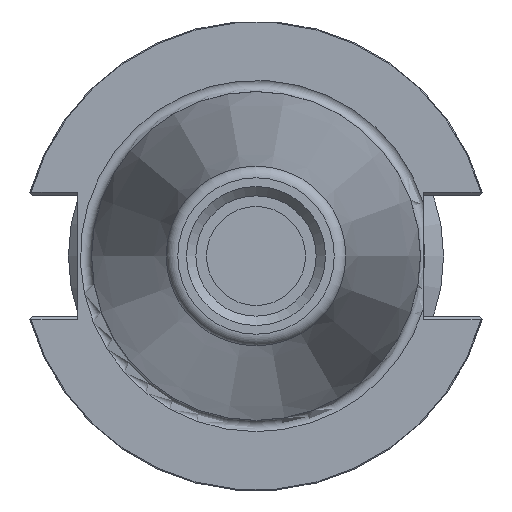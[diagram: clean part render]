
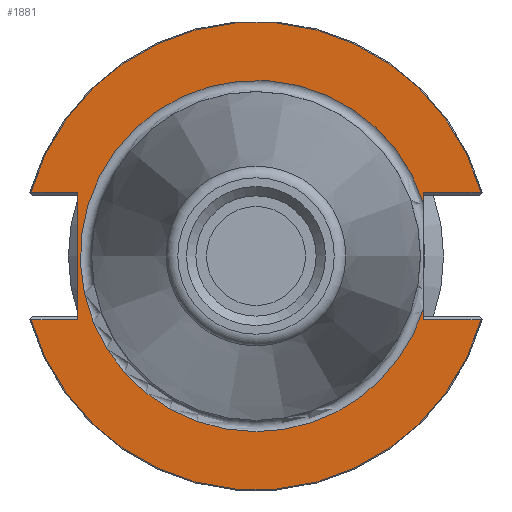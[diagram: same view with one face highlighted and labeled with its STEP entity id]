
A CAD part, left-side view. The second image highlights one B-rep face of the part: STEP entity #1881.
In plain terms, the highlighted planar face has unit normal (-1, 0, 0).
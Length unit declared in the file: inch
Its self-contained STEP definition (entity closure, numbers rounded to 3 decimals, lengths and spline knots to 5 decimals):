
#143=PLANE('',#2036);
#208=FACE_OUTER_BOUND('',#321,.T.);
#321=EDGE_LOOP('',(#1349,#1350,#1351,#1352,#1353,#1354,#1355,#1356,#1357,
#1358,#1359));
#438=LINE('',#2805,#584);
#439=LINE('',#2827,#585);
#446=LINE('',#2879,#592);
#448=LINE('',#2883,#594);
#449=LINE('',#2885,#595);
#450=LINE('',#2887,#596);
#451=LINE('',#2890,#597);
#584=VECTOR('',#2289,0.0526);
#585=VECTOR('',#2290,0.0526);
#592=VECTOR('',#2309,0.30821);
#594=VECTOR('',#2313,0.24821);
#595=VECTOR('',#2314,0.67625);
#596=VECTOR('',#2315,0.24821);
#597=VECTOR('',#2318,0.30821);
#725=CIRCLE('',#2031,1.245);
#727=CIRCLE('',#2037,1.245);
#728=CIRCLE('',#2038,0.93468);
#729=CIRCLE('',#2039,0.93468);
#808=VERTEX_POINT('',#2802);
#809=VERTEX_POINT('',#2804);
#810=VERTEX_POINT('',#2806);
#811=VERTEX_POINT('',#2826);
#815=VERTEX_POINT('',#2835);
#816=VERTEX_POINT('',#2844);
#823=VERTEX_POINT('',#2882);
#824=VERTEX_POINT('',#2884);
#825=VERTEX_POINT('',#2886);
#826=VERTEX_POINT('',#2888);
#827=VERTEX_POINT('',#2891);
#1003=EDGE_CURVE('',#809,#808,#438,.T.);
#1005=EDGE_CURVE('',#811,#810,#439,.T.);
#1010=EDGE_CURVE('',#815,#816,#725,.T.);
#1019=EDGE_CURVE('',#808,#816,#446,.T.);
#1021=EDGE_CURVE('',#823,#815,#448,.T.);
#1022=EDGE_CURVE('',#824,#823,#449,.T.);
#1023=EDGE_CURVE('',#825,#824,#450,.T.);
#1024=EDGE_CURVE('',#826,#825,#727,.T.);
#1025=EDGE_CURVE('',#826,#811,#451,.T.);
#1026=EDGE_CURVE('',#810,#827,#728,.T.);
#1027=EDGE_CURVE('',#827,#809,#729,.T.);
#1349=ORIENTED_EDGE('',*,*,#1010,.F.);
#1350=ORIENTED_EDGE('',*,*,#1021,.F.);
#1351=ORIENTED_EDGE('',*,*,#1022,.F.);
#1352=ORIENTED_EDGE('',*,*,#1023,.F.);
#1353=ORIENTED_EDGE('',*,*,#1024,.F.);
#1354=ORIENTED_EDGE('',*,*,#1025,.T.);
#1355=ORIENTED_EDGE('',*,*,#1005,.T.);
#1356=ORIENTED_EDGE('',*,*,#1026,.T.);
#1357=ORIENTED_EDGE('',*,*,#1027,.T.);
#1358=ORIENTED_EDGE('',*,*,#1003,.T.);
#1359=ORIENTED_EDGE('',*,*,#1019,.T.);
#1881=ADVANCED_FACE('',(#208),#143,.T.);
#2031=AXIS2_PLACEMENT_3D('',#2845,#2296,#2297);
#2036=AXIS2_PLACEMENT_3D('',#2881,#2311,#2312);
#2037=AXIS2_PLACEMENT_3D('',#2889,#2316,#2317);
#2038=AXIS2_PLACEMENT_3D('',#2892,#2319,#2320);
#2039=AXIS2_PLACEMENT_3D('',#2893,#2321,#2322);
#2289=DIRECTION('',(0.,0.,1.));
#2290=DIRECTION('',(0.,0.,1.));
#2296=DIRECTION('center_axis',(1.,0.,0.));
#2297=DIRECTION('ref_axis',(0.,0.,
1.));
#2309=DIRECTION('',(0.,-1.,0.));
#2311=DIRECTION('center_axis',(-1.,0.,0.));
#2312=DIRECTION('ref_axis',(0.,0.,1.));
#2313=DIRECTION('',(0.,1.,0.));
#2314=DIRECTION('',(0.,0.,1.));
#2315=DIRECTION('',(0.,-1.,0.));
#2316=DIRECTION('center_axis',(1.,0.,0.));
#2317=DIRECTION('ref_axis',(0.,0.,
-1.));
#2318=DIRECTION('',(0.,1.,0.));
#2319=DIRECTION('center_axis',(1.,0.,0.));
#2320=DIRECTION('ref_axis',(0.,0.,1.));
#2321=DIRECTION('center_axis',(1.,0.,0.));
#2322=DIRECTION('ref_axis',(0.,0.,1.));
#2802=CARTESIAN_POINT('',(-1.17746,-0.89001,0.33812));
#2804=CARTESIAN_POINT('',(-1.17746,-0.89001,0.28553));
#2805=CARTESIAN_POINT('',(-1.17746,-0.89001,0.));
#2806=CARTESIAN_POINT('',(-1.17746,-0.89001,-0.28553));
#2826=CARTESIAN_POINT('',(-1.17746,-0.89001,-0.33813));
#2827=CARTESIAN_POINT('',(-1.17746,-0.89001,0.));
#2835=CARTESIAN_POINT('',(-1.17746,1.19819,0.33812));
#2844=CARTESIAN_POINT('',(-1.17746,-1.19822,0.33812));
#2845=CARTESIAN_POINT('Origin',(-1.17746,-0.00001,
0.));
#2879=CARTESIAN_POINT('',(-1.17746,-0.90251,0.33812));
#2881=CARTESIAN_POINT('Origin',(-1.17746,-0.87501,0.));
#2882=CARTESIAN_POINT('',(-1.17746,0.94999,0.33812));
#2883=CARTESIAN_POINT('',(-1.17746,0.02749,0.33812));
#2884=CARTESIAN_POINT('',(-1.17746,0.94999,-0.33813));
#2885=CARTESIAN_POINT('',(-1.17746,0.94999,-0.33813));
#2886=CARTESIAN_POINT('',(-1.17746,1.19819,-0.33813));
#2887=CARTESIAN_POINT('',(-1.17746,0.27749,-0.33813));
#2888=CARTESIAN_POINT('',(-1.17746,-1.19822,-0.33813));
#2889=CARTESIAN_POINT('Origin',(-1.17746,-0.00001,
0.));
#2890=CARTESIAN_POINT('',(-1.17746,-0.90251,-0.33813));
#2891=CARTESIAN_POINT('',(-1.17746,-0.00001,-0.93468));
#2892=CARTESIAN_POINT('Origin',(-1.17746,-0.00001,
0.));
#2893=CARTESIAN_POINT('Origin',(-1.17746,-0.00001,
0.));
